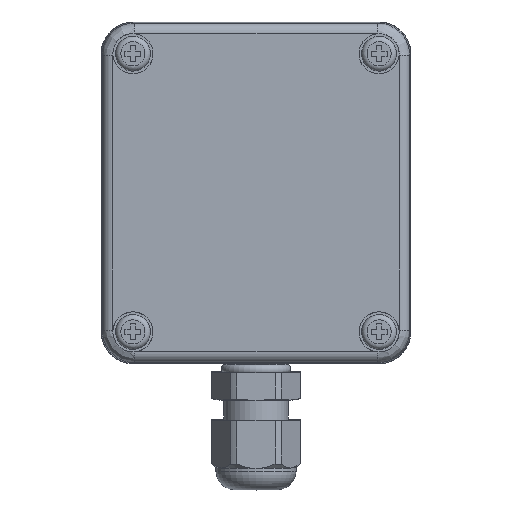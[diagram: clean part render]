
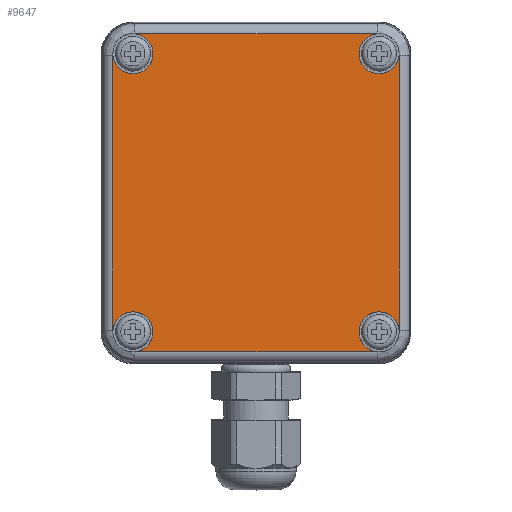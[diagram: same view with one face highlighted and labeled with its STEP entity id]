
A CAD part, top view. The second image highlights one B-rep face of the part: STEP entity #9647.
In plain terms, the highlighted planar face has unit normal (0, 0, 1).
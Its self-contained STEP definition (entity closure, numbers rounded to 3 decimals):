
#343=PLANE('',#10444);
#922=FACE_OUTER_BOUND('',#1502,.T.);
#1502=EDGE_LOOP('',(#7054,#7055,#7056,#7057,#7058,#7059,#7060,#7061,#7062,
#7063));
#2154=LINE('',#15021,#2914);
#2156=LINE('',#15026,#2916);
#2157=LINE('',#15131,#2917);
#2159=LINE('',#15134,#2919);
#2914=VECTOR('',#11912,45.331);
#2916=VECTOR('',#11918,45.331);
#2917=VECTOR('',#11925,51.331);
#2919=VECTOR('',#11929,51.331);
#3536=CIRCLE('',#10168,3.75);
#3541=CIRCLE('',#10178,3.75);
#3543=CIRCLE('',#10180,3.75);
#3547=CIRCLE('',#10188,3.75);
#3549=CIRCLE('',#10190,3.75);
#3553=CIRCLE('',#10197,3.75);
#4039=VERTEX_POINT('',#14133);
#4040=VERTEX_POINT('',#14134);
#4050=VERTEX_POINT('',#14187);
#4051=VERTEX_POINT('',#14189);
#4053=VERTEX_POINT('',#14194);
#4059=VERTEX_POINT('',#14222);
#4060=VERTEX_POINT('',#14224);
#4062=VERTEX_POINT('',#14229);
#4066=VERTEX_POINT('',#14241);
#4067=VERTEX_POINT('',#14242);
#4981=EDGE_CURVE('',#4039,#4040,#3536,.T.);
#4994=EDGE_CURVE('',#4051,#4050,#3541,.T.);
#4997=EDGE_CURVE('',#4053,#4051,#3543,.T.);
#5005=EDGE_CURVE('',#4060,#4059,#3547,.T.);
#5008=EDGE_CURVE('',#4062,#4060,#3549,.T.);
#5014=EDGE_CURVE('',#4066,#4067,#3553,.T.);
#5291=EDGE_CURVE('',#4039,#4067,#2154,.T.);
#5294=EDGE_CURVE('',#4053,#4059,#2156,.T.);
#5297=EDGE_CURVE('',#4066,#4050,#2157,.T.);
#5299=EDGE_CURVE('',#4062,#4040,#2159,.T.);
#7054=ORIENTED_EDGE('',*,*,#5014,.T.);
#7055=ORIENTED_EDGE('',*,*,#5291,.F.);
#7056=ORIENTED_EDGE('',*,*,#4981,.T.);
#7057=ORIENTED_EDGE('',*,*,#5299,.F.);
#7058=ORIENTED_EDGE('',*,*,#5008,.T.);
#7059=ORIENTED_EDGE('',*,*,#5005,.T.);
#7060=ORIENTED_EDGE('',*,*,#5294,.F.);
#7061=ORIENTED_EDGE('',*,*,#4997,.T.);
#7062=ORIENTED_EDGE('',*,*,#4994,.T.);
#7063=ORIENTED_EDGE('',*,*,#5297,.F.);
#9647=ADVANCED_FACE('',(#922),#343,.T.);
#10168=AXIS2_PLACEMENT_3D('',#14135,#11244,#11245);
#10178=AXIS2_PLACEMENT_3D('',#14190,#11266,#11267);
#10180=AXIS2_PLACEMENT_3D('',#14195,#11271,#11272);
#10188=AXIS2_PLACEMENT_3D('',#14225,#11288,#11289);
#10190=AXIS2_PLACEMENT_3D('',#14230,#11293,#11294);
#10197=AXIS2_PLACEMENT_3D('',#14243,#11308,#11309);
#10444=AXIS2_PLACEMENT_3D('',#15248,#11948,#11949);
#11244=DIRECTION('center_axis',(0.,0.,-1.));
#11245=DIRECTION('ref_axis',(1.,0.,0.));
#11266=DIRECTION('center_axis',(0.,0.,-1.));
#11267=DIRECTION('ref_axis',(1.,0.,0.));
#11271=DIRECTION('center_axis',(0.,0.,-1.));
#11272=DIRECTION('ref_axis',(1.,0.,0.));
#11288=DIRECTION('center_axis',(0.,0.,-1.));
#11289=DIRECTION('ref_axis',(1.,0.,0.));
#11293=DIRECTION('center_axis',(0.,0.,-1.));
#11294=DIRECTION('ref_axis',(1.,0.,0.));
#11308=DIRECTION('center_axis',(0.,0.,-1.));
#11309=DIRECTION('ref_axis',(1.,0.,0.));
#11912=DIRECTION('',(0.,-1.,0.));
#11918=DIRECTION('',(0.,1.,0.));
#11925=DIRECTION('',(-1.,0.,0.));
#11929=DIRECTION('',(1.,0.,0.));
#11948=DIRECTION('center_axis',(0.,0.,1.));
#11949=DIRECTION('ref_axis',(1.,0.,0.));
#14133=CARTESIAN_POINT('',(29.735,22.666,10.));
#14134=CARTESIAN_POINT('',(25.666,26.735,10.));
#14135=CARTESIAN_POINT('Origin',(26.,23.,10.));
#14187=CARTESIAN_POINT('',(-25.666,-26.735,10.));
#14189=CARTESIAN_POINT('',(-22.25,-23.,10.));
#14190=CARTESIAN_POINT('Origin',(-26.,-23.,10.));
#14194=CARTESIAN_POINT('',(-29.735,-22.666,10.));
#14195=CARTESIAN_POINT('Origin',(-26.,-23.,10.));
#14222=CARTESIAN_POINT('',(-29.735,22.666,10.));
#14224=CARTESIAN_POINT('',(-22.25,23.,10.));
#14225=CARTESIAN_POINT('Origin',(-26.,23.,10.));
#14229=CARTESIAN_POINT('',(-25.666,26.735,10.));
#14230=CARTESIAN_POINT('Origin',(-26.,23.,10.));
#14241=CARTESIAN_POINT('',(25.666,-26.735,10.));
#14242=CARTESIAN_POINT('',(29.735,-22.666,10.));
#14243=CARTESIAN_POINT('Origin',(26.,-23.,10.));
#15021=CARTESIAN_POINT('',(29.735,22.666,10.));
#15026=CARTESIAN_POINT('',(-29.735,-22.666,10.));
#15131=CARTESIAN_POINT('',(25.666,-26.735,10.));
#15134=CARTESIAN_POINT('',(-25.666,26.735,10.));
#15248=CARTESIAN_POINT('Origin',(0.,0.,10.));
